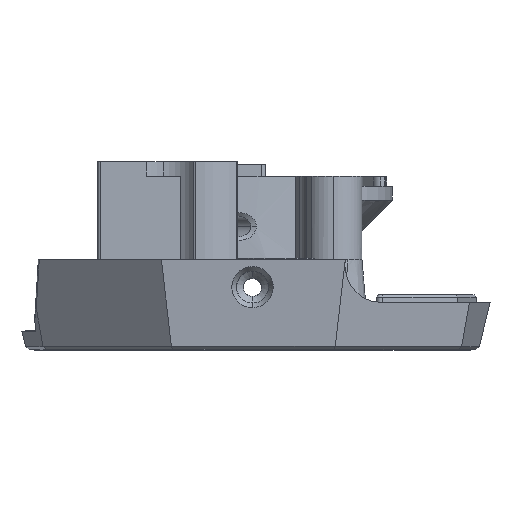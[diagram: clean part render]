
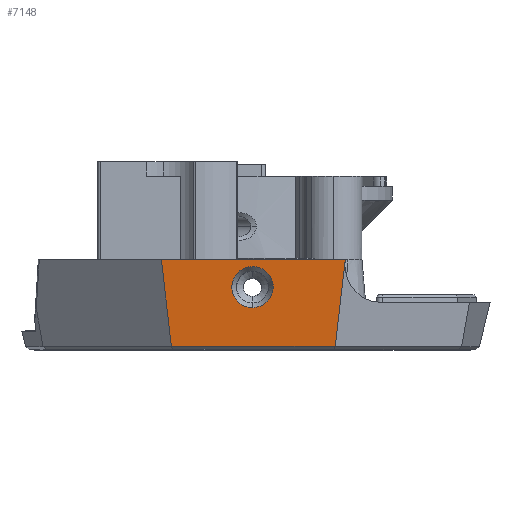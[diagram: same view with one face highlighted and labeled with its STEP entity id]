
A CAD part, top view. The second image highlights one B-rep face of the part: STEP entity #7148.
In plain terms, the highlighted planar face has unit normal (0, -0.087, 0.996).
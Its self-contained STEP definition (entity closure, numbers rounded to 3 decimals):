
#249 = EDGE_CURVE ( 'NONE', #5713, #6501, #3609, .T. ) ;
#584 = B_SPLINE_CURVE_WITH_KNOTS ( 'NONE', 3,
 ( #7237, #13130, #10108, #3034, #4281, #8858, #17431 ),
 .UNSPECIFIED., .F., .F.,
 ( 4, 1, 1, 1, 4 ),
 ( 0., 0.002, 0.005, 0.007, 0.008 ),
 .UNSPECIFIED. ) ;
#592 = VECTOR ( 'NONE', #2161, 1000. ) ;
#679 = CARTESIAN_POINT ( 'NONE',  ( 0., -2.708, 129.639 ) ) ;
#693 = LINE ( 'NONE', #18223, #3464 ) ;
#851 = DIRECTION ( 'NONE',  ( -1., 0., 0. ) ) ;
#933 = AXIS2_PLACEMENT_3D ( 'NONE', #14449, #7215, #5799 ) ;
#1132 = EDGE_CURVE ( 'NONE', #10023, #13864, #693, .T. ) ;
#1148 = B_SPLINE_CURVE_WITH_KNOTS ( 'NONE', 3,
 ( #13104, #5897, #2933, #5718, #11695, #15789, #13209 ),
 .UNSPECIFIED., .F., .F.,
 ( 4, 1, 1, 1, 4 ),
 ( 0.008, 0.01, 0.012, 0.015, 0.017 ),
 .UNSPECIFIED. ) ;
#1193 = CARTESIAN_POINT ( 'NONE',  ( -0.168, 3.6, 130.191 ) ) ;
#1405 = FACE_OUTER_BOUND ( 'NONE', #7608, .T. ) ;
#2161 = DIRECTION ( 'NONE',  ( 0.114, 0.99, 0.087 ) ) ;
#2338 = VERTEX_POINT ( 'NONE', #679 ) ;
#2452 = VECTOR ( 'NONE', #851, 1000. ) ;
#2830 = FACE_BOUND ( 'NONE', #15411, .T. ) ;
#2933 = CARTESIAN_POINT ( 'NONE',  ( 1.628, 2.445, 130.09 ) ) ;
#3034 = CARTESIAN_POINT ( 'NONE',  ( -3.029, 0.689, 129.936 ) ) ;
#3196 = EDGE_CURVE ( 'NONE', #4948, #10023, #11027, .T. ) ;
#3464 = VECTOR ( 'NONE', #10994, 1000. ) ;
#3511 = CARTESIAN_POINT ( 'NONE',  ( 10.865, -7.802, 129.193 ) ) ;
#3609 = LINE ( 'NONE', #15433, #14490 ) ;
#3975 = ORIENTED_EDGE ( 'NONE', *, *, #6828, .T. ) ;
#4035 = VECTOR ( 'NONE', #4362, 1000. ) ;
#4222 = CARTESIAN_POINT ( 'NONE',  ( 12.181, 3.6, 130.191 ) ) ;
#4281 = CARTESIAN_POINT ( 'NONE',  ( -1.627, 2.44, 130.089 ) ) ;
#4362 = DIRECTION ( 'NONE',  ( -1., 0., 0. ) ) ;
#4737 = EDGE_CURVE ( 'NONE', #14868, #2338, #1148, .T. ) ;
#4832 = ORIENTED_EDGE ( 'NONE', *, *, #249, .T. ) ;
#4948 = VERTEX_POINT ( 'NONE', #10627 ) ;
#4976 = CARTESIAN_POINT ( 'NONE',  ( -10.664, -7.802, 129.193 ) ) ;
#5165 = DIRECTION ( 'NONE',  ( 0.114, -0.99, -0.087 ) ) ;
#5713 = VERTEX_POINT ( 'NONE', #18560 ) ;
#5718 = CARTESIAN_POINT ( 'NONE',  ( 3.022, 0.688, 129.936 ) ) ;
#5799 = DIRECTION ( 'NONE',  ( 0., -0.996, -0.087 ) ) ;
#5897 = CARTESIAN_POINT ( 'NONE',  ( 0.408, 2.706, 130.113 ) ) ;
#6501 = VERTEX_POINT ( 'NONE', #4976 ) ;
#6828 = EDGE_CURVE ( 'NONE', #2338, #14868, #584, .T. ) ;
#7045 = EDGE_CURVE ( 'NONE', #13864, #5713, #12528, .T. ) ;
#7148 = ADVANCED_FACE ( 'NONE', ( #1405, #2830 ), #8652, .T. ) ;
#7215 = DIRECTION ( 'NONE',  ( 0., -0.087, 0.996 ) ) ;
#7237 = CARTESIAN_POINT ( 'NONE',  ( 0., -2.708, 129.639 ) ) ;
#7608 = EDGE_LOOP ( 'NONE', ( #14273, #4832, #12948, #16316, #17130 ) ) ;
#8011 = LINE ( 'NONE', #13907, #2452 ) ;
#8524 = ORIENTED_EDGE ( 'NONE', *, *, #4737, .T. ) ;
#8652 = PLANE ( 'NONE',  #933 ) ;
#8858 = CARTESIAN_POINT ( 'NONE',  ( -0.406, 2.705, 130.113 ) ) ;
#10023 = VERTEX_POINT ( 'NONE', #15822 ) ;
#10108 = CARTESIAN_POINT ( 'NONE',  ( -2.423, -1.93, 129.707 ) ) ;
#10627 = CARTESIAN_POINT ( 'NONE',  ( 10.865, -7.802, 129.193 ) ) ;
#10864 = CARTESIAN_POINT ( 'NONE',  ( 0.001, 2.705, 130.113 ) ) ;
#10994 = DIRECTION ( 'NONE',  ( 0.114, 0.99, 0.087 ) ) ;
#11027 = LINE ( 'NONE', #3511, #592 ) ;
#11695 = CARTESIAN_POINT ( 'NONE',  ( 2.428, -1.931, 129.707 ) ) ;
#12528 = LINE ( 'NONE', #1193, #4035 ) ;
#12948 = ORIENTED_EDGE ( 'NONE', *, *, #18622, .F. ) ;
#13104 = CARTESIAN_POINT ( 'NONE',  ( 0.001, 2.705, 130.113 ) ) ;
#13130 = CARTESIAN_POINT ( 'NONE',  ( -0.812, -2.708, 129.639 ) ) ;
#13209 = CARTESIAN_POINT ( 'NONE',  ( 0., -2.708, 129.639 ) ) ;
#13864 = VERTEX_POINT ( 'NONE', #4222 ) ;
#13907 = CARTESIAN_POINT ( 'NONE',  ( 0.023, -7.802, 129.193 ) ) ;
#14273 = ORIENTED_EDGE ( 'NONE', *, *, #7045, .T. ) ;
#14449 = CARTESIAN_POINT ( 'NONE',  ( -0.168, 0.303, 129.902 ) ) ;
#14490 = VECTOR ( 'NONE', #5165, 1000. ) ;
#14868 = VERTEX_POINT ( 'NONE', #10864 ) ;
#15411 = EDGE_LOOP ( 'NONE', ( #3975, #8524 ) ) ;
#15433 = CARTESIAN_POINT ( 'NONE',  ( -11.98, 3.6, 130.191 ) ) ;
#15789 = CARTESIAN_POINT ( 'NONE',  ( 0.812, -2.708, 129.639 ) ) ;
#15822 = CARTESIAN_POINT ( 'NONE',  ( 12.174, 3.54, 130.186 ) ) ;
#16316 = ORIENTED_EDGE ( 'NONE', *, *, #3196, .T. ) ;
#17130 = ORIENTED_EDGE ( 'NONE', *, *, #1132, .T. ) ;
#17431 = CARTESIAN_POINT ( 'NONE',  ( 0.001, 2.705, 130.113 ) ) ;
#18223 = CARTESIAN_POINT ( 'NONE',  ( 10.865, -7.802, 129.193 ) ) ;
#18560 = CARTESIAN_POINT ( 'NONE',  ( -11.98, 3.6, 130.191 ) ) ;
#18622 = EDGE_CURVE ( 'NONE', #4948, #6501, #8011, .T. ) ;
